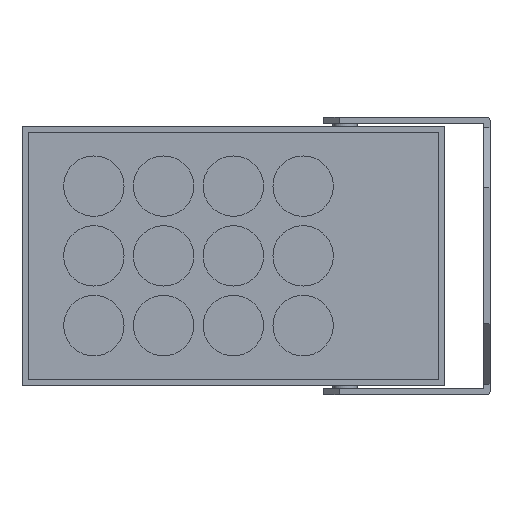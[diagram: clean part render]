
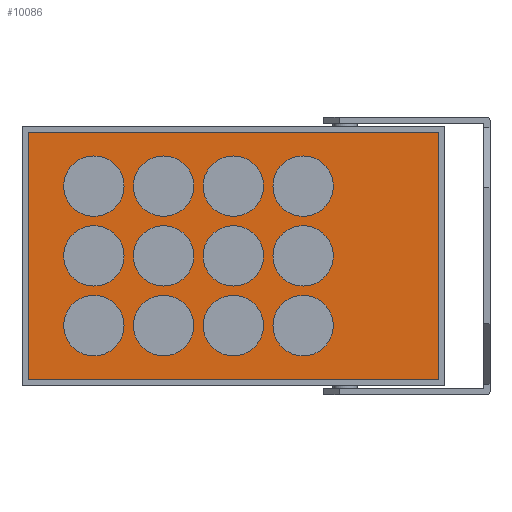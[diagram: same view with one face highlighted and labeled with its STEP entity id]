
A CAD part, top view. The second image highlights one B-rep face of the part: STEP entity #10086.
In plain terms, the highlighted face is planar.
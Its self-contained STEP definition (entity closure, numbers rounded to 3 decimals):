
#4510=CIRCLE('',#9582,10.);
#4511=CIRCLE('',#9583,10.);
#4512=CIRCLE('',#9584,10.);
#4513=CIRCLE('',#9585,10.);
#4514=CIRCLE('',#9586,10.);
#4515=CIRCLE('',#9587,10.);
#4516=CIRCLE('',#9588,10.);
#4517=CIRCLE('',#9589,10.);
#4518=CIRCLE('',#9590,10.);
#4519=CIRCLE('',#9591,10.);
#4520=CIRCLE('',#9592,10.);
#4521=CIRCLE('',#9593,10.);
#4772=ORIENTED_EDGE('',*,*,#6319,.T.);
#4773=ORIENTED_EDGE('',*,*,#6320,.T.);
#4774=ORIENTED_EDGE('',*,*,#6321,.T.);
#4775=ORIENTED_EDGE('',*,*,#6318,.T.);
#4776=ORIENTED_EDGE('',*,*,#6322,.T.);
#4777=ORIENTED_EDGE('',*,*,#6323,.T.);
#4778=ORIENTED_EDGE('',*,*,#6324,.T.);
#4779=ORIENTED_EDGE('',*,*,#6325,.T.);
#4780=ORIENTED_EDGE('',*,*,#6326,.T.);
#4781=ORIENTED_EDGE('',*,*,#6327,.T.);
#4782=ORIENTED_EDGE('',*,*,#6328,.T.);
#4783=ORIENTED_EDGE('',*,*,#6329,.T.);
#4784=ORIENTED_EDGE('',*,*,#6330,.T.);
#4785=ORIENTED_EDGE('',*,*,#6331,.T.);
#4786=ORIENTED_EDGE('',*,*,#6332,.T.);
#4787=ORIENTED_EDGE('',*,*,#6333,.T.);
#5554=VECTOR('',#7610,1.);
#5555=VECTOR('',#7613,1.);
#5556=VECTOR('',#7614,1.);
#5557=VECTOR('',#7615,1.);
#5764=LINE('',#8669,#5554);
#5765=LINE('',#8672,#5555);
#5766=LINE('',#8674,#5556);
#5767=LINE('',#8675,#5557);
#5982=VERTEX_POINT('',#8665);
#5983=VERTEX_POINT('',#8667);
#5984=VERTEX_POINT('',#8671);
#5985=VERTEX_POINT('',#8673);
#5986=VERTEX_POINT('',#8676);
#5987=VERTEX_POINT('',#8678);
#5988=VERTEX_POINT('',#8680);
#5989=VERTEX_POINT('',#8682);
#5990=VERTEX_POINT('',#8684);
#5991=VERTEX_POINT('',#8686);
#5992=VERTEX_POINT('',#8688);
#5993=VERTEX_POINT('',#8690);
#5994=VERTEX_POINT('',#8692);
#5995=VERTEX_POINT('',#8694);
#5996=VERTEX_POINT('',#8696);
#5997=VERTEX_POINT('',#8698);
#6318=EDGE_CURVE('',#5982,#5983,#5764,.T.);
#6319=EDGE_CURVE('',#5983,#5984,#5765,.T.);
#6320=EDGE_CURVE('',#5984,#5985,#5766,.T.);
#6321=EDGE_CURVE('',#5985,#5982,#5767,.T.);
#6322=EDGE_CURVE('',#5986,#5986,#4510,.T.);
#6323=EDGE_CURVE('',#5987,#5987,#4511,.T.);
#6324=EDGE_CURVE('',#5988,#5988,#4512,.T.);
#6325=EDGE_CURVE('',#5989,#5989,#4513,.T.);
#6326=EDGE_CURVE('',#5990,#5990,#4514,.T.);
#6327=EDGE_CURVE('',#5991,#5991,#4515,.T.);
#6328=EDGE_CURVE('',#5992,#5992,#4516,.T.);
#6329=EDGE_CURVE('',#5993,#5993,#4517,.T.);
#6330=EDGE_CURVE('',#5994,#5994,#4518,.T.);
#6331=EDGE_CURVE('',#5995,#5995,#4519,.T.);
#6332=EDGE_CURVE('',#5996,#5996,#4520,.T.);
#6333=EDGE_CURVE('',#5997,#5997,#4521,.T.);
#6732=EDGE_LOOP('',(#4772,#4773,#4774,#4775));
#6733=EDGE_LOOP('',(#4776));
#6734=EDGE_LOOP('',(#4777));
#6735=EDGE_LOOP('',(#4778));
#6736=EDGE_LOOP('',(#4779));
#6737=EDGE_LOOP('',(#4780));
#6738=EDGE_LOOP('',(#4781));
#6739=EDGE_LOOP('',(#4782));
#6740=EDGE_LOOP('',(#4783));
#6741=EDGE_LOOP('',(#4784));
#6742=EDGE_LOOP('',(#4785));
#6743=EDGE_LOOP('',(#4786));
#6744=EDGE_LOOP('',(#4787));
#7140=FACE_BOUND('',#6732,.T.);
#7141=FACE_BOUND('',#6733,.T.);
#7142=FACE_BOUND('',#6734,.T.);
#7143=FACE_BOUND('',#6735,.T.);
#7144=FACE_BOUND('',#6736,.T.);
#7145=FACE_BOUND('',#6737,.T.);
#7146=FACE_BOUND('',#6738,.T.);
#7147=FACE_BOUND('',#6739,.T.);
#7148=FACE_BOUND('',#6740,.T.);
#7149=FACE_BOUND('',#6741,.T.);
#7150=FACE_BOUND('',#6742,.T.);
#7151=FACE_BOUND('',#6743,.T.);
#7152=FACE_BOUND('',#6744,.T.);
#7610=DIRECTION('',(0.,82.,0.));
#7611=DIRECTION('',(0.,0.,-1.));
#7612=DIRECTION('',(0.,1.,0.));
#7613=DIRECTION('',(136.,0.,0.));
#7614=DIRECTION('',(0.,-82.,0.));
#7615=DIRECTION('',(-136.,0.,0.));
#7616=DIRECTION('',(0.,0.,1.));
#7617=DIRECTION('',(-10.,0.,0.));
#7618=DIRECTION('',(0.,0.,1.));
#7619=DIRECTION('',(-10.,0.,0.));
#7620=DIRECTION('',(0.,0.,1.));
#7621=DIRECTION('',(-10.,0.,0.));
#7622=DIRECTION('',(0.,0.,1.));
#7623=DIRECTION('',(-10.,0.,0.));
#7624=DIRECTION('',(0.,0.,1.));
#7625=DIRECTION('',(-10.,0.,0.));
#7626=DIRECTION('',(0.,0.,1.));
#7627=DIRECTION('',(-10.,0.,0.));
#7628=DIRECTION('',(0.,0.,1.));
#7629=DIRECTION('',(-10.,0.,0.));
#7630=DIRECTION('',(0.,0.,1.));
#7631=DIRECTION('',(-10.,0.,0.));
#7632=DIRECTION('',(0.,0.,1.));
#7633=DIRECTION('',(-10.,0.,0.));
#7634=DIRECTION('',(0.,0.,1.));
#7635=DIRECTION('',(-10.,0.,0.));
#7636=DIRECTION('',(0.,0.,1.));
#7637=DIRECTION('',(-10.,0.,0.));
#7638=DIRECTION('',(0.,0.,1.));
#7639=DIRECTION('',(-10.,0.,0.));
#8665=CARTESIAN_POINT('',(-138.,-84.,-31.));
#8667=CARTESIAN_POINT('',(-138.,-2.,-31.));
#8669=CARTESIAN_POINT('',(-138.,-84.,-31.));
#8670=CARTESIAN_POINT('',(-138.,-2.,-31.));
#8671=CARTESIAN_POINT('',(-2.,-2.,-31.));
#8672=CARTESIAN_POINT('',(-138.,-2.,-31.));
#8673=CARTESIAN_POINT('',(-2.,-84.,-31.));
#8674=CARTESIAN_POINT('',(-2.,-2.,-31.));
#8675=CARTESIAN_POINT('',(-2.,-84.,-31.));
#8676=CARTESIAN_POINT('',(-103.1,-19.9,-31.));
#8677=CARTESIAN_POINT('',(-93.1,-19.9,-31.));
#8678=CARTESIAN_POINT('',(-103.1,-43.,-31.));
#8679=CARTESIAN_POINT('',(-93.1,-43.,-31.));
#8680=CARTESIAN_POINT('',(-103.1,-66.1,-31.));
#8681=CARTESIAN_POINT('',(-93.1,-66.1,-31.));
#8682=CARTESIAN_POINT('',(-80.,-19.9,-31.));
#8683=CARTESIAN_POINT('',(-70.,-19.9,-31.));
#8684=CARTESIAN_POINT('',(-80.,-43.,-31.));
#8685=CARTESIAN_POINT('',(-70.,-43.,-31.));
#8686=CARTESIAN_POINT('',(-80.,-66.1,-31.));
#8687=CARTESIAN_POINT('',(-70.,-66.1,-31.));
#8688=CARTESIAN_POINT('',(-126.2,-19.9,-31.));
#8689=CARTESIAN_POINT('',(-116.2,-19.9,-31.));
#8690=CARTESIAN_POINT('',(-126.2,-43.,-31.));
#8691=CARTESIAN_POINT('',(-116.2,-43.,-31.));
#8692=CARTESIAN_POINT('',(-126.2,-66.1,-31.));
#8693=CARTESIAN_POINT('',(-116.2,-66.1,-31.));
#8694=CARTESIAN_POINT('',(-56.9,-19.9,-31.));
#8695=CARTESIAN_POINT('',(-46.9,-19.9,-31.));
#8696=CARTESIAN_POINT('',(-56.9,-43.,-31.));
#8697=CARTESIAN_POINT('',(-46.9,-43.,-31.));
#8698=CARTESIAN_POINT('',(-56.9,-66.1,-31.));
#8699=CARTESIAN_POINT('',(-46.9,-66.1,-31.));
#9581=AXIS2_PLACEMENT_3D('',#8670,#7611,#7612);
#9582=AXIS2_PLACEMENT_3D('',#8677,#7616,#7617);
#9583=AXIS2_PLACEMENT_3D('',#8679,#7618,#7619);
#9584=AXIS2_PLACEMENT_3D('',#8681,#7620,#7621);
#9585=AXIS2_PLACEMENT_3D('',#8683,#7622,#7623);
#9586=AXIS2_PLACEMENT_3D('',#8685,#7624,#7625);
#9587=AXIS2_PLACEMENT_3D('',#8687,#7626,#7627);
#9588=AXIS2_PLACEMENT_3D('',#8689,#7628,#7629);
#9589=AXIS2_PLACEMENT_3D('',#8691,#7630,#7631);
#9590=AXIS2_PLACEMENT_3D('',#8693,#7632,#7633);
#9591=AXIS2_PLACEMENT_3D('',#8695,#7634,#7635);
#9592=AXIS2_PLACEMENT_3D('',#8697,#7636,#7637);
#9593=AXIS2_PLACEMENT_3D('',#8699,#7638,#7639);
#9981=PLANE('',#9581);
#10086=ADVANCED_FACE('',(#7140,#7141,#7142,#7143,#7144,#7145,#7146,#7147,
#7148,#7149,#7150,#7151,#7152),#9981,.T.);
